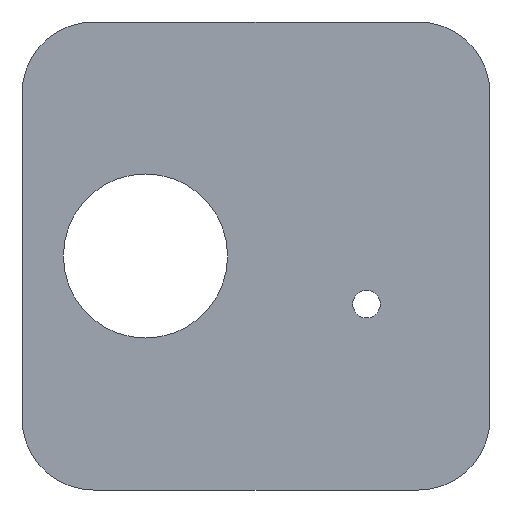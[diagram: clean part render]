
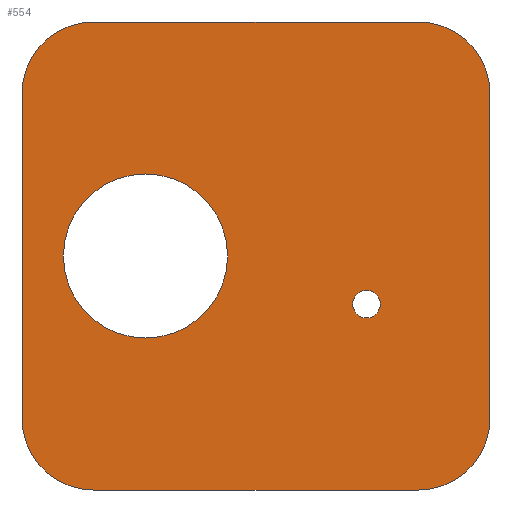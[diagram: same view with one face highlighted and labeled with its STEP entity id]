
A CAD part, left-side view. The second image highlights one B-rep face of the part: STEP entity #554.
In plain terms, the highlighted planar face has unit normal (-1, 0, 0).
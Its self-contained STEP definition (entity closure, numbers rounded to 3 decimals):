
#3 = DIRECTION ( 'NONE',  ( 1., 0., 0. ) ) ;
#9 = EDGE_CURVE ( 'NONE', #353, #177, #60, .T. ) ;
#13 = DIRECTION ( 'NONE',  ( 0., 0., -1. ) ) ;
#15 = EDGE_CURVE ( 'NONE', #754, #34, #176, .T. ) ;
#20 = DIRECTION ( 'NONE',  ( 0., 0., -1. ) ) ;
#22 = VERTEX_POINT ( 'NONE', #645 ) ;
#28 = AXIS2_PLACEMENT_3D ( 'NONE', #145, #96, #692 ) ;
#32 = FACE_BOUND ( 'NONE', #523, .T. ) ;
#34 = VERTEX_POINT ( 'NONE', #599 ) ;
#36 = CARTESIAN_POINT ( 'NONE',  ( 0., 72., -50. ) ) ;
#51 = CARTESIAN_POINT ( 'NONE',  ( 0., 34., 25.25 ) ) ;
#60 = LINE ( 'NONE', #288, #737 ) ;
#64 = AXIS2_PLACEMENT_3D ( 'NONE', #541, #3, #13 ) ;
#70 = CARTESIAN_POINT ( 'NONE',  ( 0., 72., 50. ) ) ;
#72 = VERTEX_POINT ( 'NONE', #525 ) ;
#73 = EDGE_CURVE ( 'NONE', #434, #694, #468, .T. ) ;
#75 = CARTESIAN_POINT ( 'NONE',  ( 0., -72., -50. ) ) ;
#76 = EDGE_CURVE ( 'NONE', #694, #434, #567, .T. ) ;
#82 = ORIENTED_EDGE ( 'NONE', *, *, #425, .F. ) ;
#83 = DIRECTION ( 'NONE',  ( 0., 0., 1. ) ) ;
#90 = ORIENTED_EDGE ( 'NONE', *, *, #9, .F. ) ;
#96 = DIRECTION ( 'NONE',  ( 1., 0., 0. ) ) ;
#100 = LINE ( 'NONE', #36, #611 ) ;
#106 = VECTOR ( 'NONE', #647, 1000. ) ;
#121 = CARTESIAN_POINT ( 'NONE',  ( 0., -34., -19.04 ) ) ;
#134 = AXIS2_PLACEMENT_3D ( 'NONE', #290, #357, #757 ) ;
#136 = FACE_BOUND ( 'NONE', #429, .T. ) ;
#145 = CARTESIAN_POINT ( 'NONE',  ( 0., 34., 0. ) ) ;
#164 = ORIENTED_EDGE ( 'NONE', *, *, #76, .T. ) ;
#165 = CARTESIAN_POINT ( 'NONE',  ( 0., 50., 50. ) ) ;
#171 = DIRECTION ( 'NONE',  ( 1., 0., 0. ) ) ;
#176 = CIRCLE ( 'NONE', #64, 22. ) ;
#177 = VERTEX_POINT ( 'NONE', #75 ) ;
#205 = DIRECTION ( 'NONE',  ( -1., 0., 0. ) ) ;
#227 = AXIS2_PLACEMENT_3D ( 'NONE', #271, #171, #404 ) ;
#229 = ORIENTED_EDGE ( 'NONE', *, *, #15, .F. ) ;
#233 = LINE ( 'NONE', #466, #632 ) ;
#236 = CIRCLE ( 'NONE', #411, 25.25 ) ;
#245 = CARTESIAN_POINT ( 'NONE',  ( 0., -50., 72. ) ) ;
#250 = DIRECTION ( 'NONE',  ( 0., 0., 1. ) ) ;
#251 = CARTESIAN_POINT ( 'NONE',  ( 0., -50., -72. ) ) ;
#261 = ORIENTED_EDGE ( 'NONE', *, *, #679, .T. ) ;
#268 = EDGE_LOOP ( 'NONE', ( #450, #379, #398, #324, #229, #82, #635, #90 ) ) ;
#271 = CARTESIAN_POINT ( 'NONE',  ( 0., -50., 50. ) ) ;
#272 = DIRECTION ( 'NONE',  ( 0., 0., 1. ) ) ;
#277 = VERTEX_POINT ( 'NONE', #251 ) ;
#282 = ORIENTED_EDGE ( 'NONE', *, *, #73, .T. ) ;
#288 = CARTESIAN_POINT ( 'NONE',  ( 0., -72., -50. ) ) ;
#290 = CARTESIAN_POINT ( 'NONE',  ( 0., -34., -14.79 ) ) ;
#294 = CIRCLE ( 'NONE', #227, 22. ) ;
#295 = CIRCLE ( 'NONE', #728, 22. ) ;
#297 = DIRECTION ( 'NONE',  ( 0., 0., -1. ) ) ;
#308 = DIRECTION ( 'NONE',  ( 1., 0., 0. ) ) ;
#319 = CIRCLE ( 'NONE', #28, 25.25 ) ;
#324 = ORIENTED_EDGE ( 'NONE', *, *, #370, .F. ) ;
#333 = VERTEX_POINT ( 'NONE', #51 ) ;
#334 = DIRECTION ( 'NONE',  ( 1., 0., 0. ) ) ;
#353 = VERTEX_POINT ( 'NONE', #741 ) ;
#357 = DIRECTION ( 'NONE',  ( 1., 0., 0. ) ) ;
#370 = EDGE_CURVE ( 'NONE', #34, #465, #100, .T. ) ;
#379 = ORIENTED_EDGE ( 'NONE', *, *, #509, .F. ) ;
#393 = VERTEX_POINT ( 'NONE', #245 ) ;
#398 = ORIENTED_EDGE ( 'NONE', *, *, #712, .F. ) ;
#404 = DIRECTION ( 'NONE',  ( 0., 0., 1. ) ) ;
#410 = LINE ( 'NONE', #538, #106 ) ;
#411 = AXIS2_PLACEMENT_3D ( 'NONE', #725, #308, #20 ) ;
#423 = PLANE ( 'NONE',  #681 ) ;
#425 = EDGE_CURVE ( 'NONE', #277, #754, #410, .T. ) ;
#429 = EDGE_LOOP ( 'NONE', ( #164, #282 ) ) ;
#434 = VERTEX_POINT ( 'NONE', #121 ) ;
#445 = AXIS2_PLACEMENT_3D ( 'NONE', #165, #334, #631 ) ;
#450 = ORIENTED_EDGE ( 'NONE', *, *, #718, .F. ) ;
#465 = VERTEX_POINT ( 'NONE', #70 ) ;
#466 = CARTESIAN_POINT ( 'NONE',  ( 0., -50., 72. ) ) ;
#468 = CIRCLE ( 'NONE', #134, 4.25 ) ;
#509 = EDGE_CURVE ( 'NONE', #22, #393, #233, .T. ) ;
#523 = EDGE_LOOP ( 'NONE', ( #261, #671 ) ) ;
#525 = CARTESIAN_POINT ( 'NONE',  ( 0., 34., -25.25 ) ) ;
#531 = CARTESIAN_POINT ( 'NONE',  ( 0., -34., -14.79 ) ) ;
#538 = CARTESIAN_POINT ( 'NONE',  ( 0., -50., -72. ) ) ;
#541 = CARTESIAN_POINT ( 'NONE',  ( 0., 50., -50. ) ) ;
#548 = FACE_OUTER_BOUND ( 'NONE', #268, .T. ) ;
#549 = EDGE_CURVE ( 'NONE', #177, #277, #295, .T. ) ;
#552 = CARTESIAN_POINT ( 'NONE',  ( 0., -50., -50. ) ) ;
#554 = ADVANCED_FACE ( 'NONE', ( #32, #548, #136 ), #423, .T. ) ;
#559 = CIRCLE ( 'NONE', #445, 22. ) ;
#567 = CIRCLE ( 'NONE', #660, 4.25 ) ;
#599 = CARTESIAN_POINT ( 'NONE',  ( 0., 72., -50. ) ) ;
#611 = VECTOR ( 'NONE', #272, 1000. ) ;
#613 = DIRECTION ( 'NONE',  ( 1., 0., 0. ) ) ;
#631 = DIRECTION ( 'NONE',  ( 0., 0., 1. ) ) ;
#632 = VECTOR ( 'NONE', #644, 1000. ) ;
#635 = ORIENTED_EDGE ( 'NONE', *, *, #549, .F. ) ;
#644 = DIRECTION ( 'NONE',  ( 0., -1., 0. ) ) ;
#645 = CARTESIAN_POINT ( 'NONE',  ( 0., 50., 72. ) ) ;
#647 = DIRECTION ( 'NONE',  ( 0., 1., 0. ) ) ;
#653 = EDGE_CURVE ( 'NONE', #72, #333, #236, .T. ) ;
#654 = DIRECTION ( 'NONE',  ( 1., 0., 0. ) ) ;
#660 = AXIS2_PLACEMENT_3D ( 'NONE', #531, #654, #706 ) ;
#671 = ORIENTED_EDGE ( 'NONE', *, *, #653, .T. ) ;
#679 = EDGE_CURVE ( 'NONE', #333, #72, #319, .T. ) ;
#681 = AXIS2_PLACEMENT_3D ( 'NONE', #730, #205, #250 ) ;
#692 = DIRECTION ( 'NONE',  ( 0., 0., -1. ) ) ;
#694 = VERTEX_POINT ( 'NONE', #740 ) ;
#706 = DIRECTION ( 'NONE',  ( 0., 0., -1. ) ) ;
#712 = EDGE_CURVE ( 'NONE', #465, #22, #559, .T. ) ;
#718 = EDGE_CURVE ( 'NONE', #393, #353, #294, .T. ) ;
#725 = CARTESIAN_POINT ( 'NONE',  ( 0., 34., 0. ) ) ;
#728 = AXIS2_PLACEMENT_3D ( 'NONE', #552, #613, #83 ) ;
#730 = CARTESIAN_POINT ( 'NONE',  ( 0., -50., 50. ) ) ;
#736 = CARTESIAN_POINT ( 'NONE',  ( 0., 50., -72. ) ) ;
#737 = VECTOR ( 'NONE', #297, 1000. ) ;
#740 = CARTESIAN_POINT ( 'NONE',  ( 0., -34., -10.54 ) ) ;
#741 = CARTESIAN_POINT ( 'NONE',  ( 0., -72., 50. ) ) ;
#754 = VERTEX_POINT ( 'NONE', #736 ) ;
#757 = DIRECTION ( 'NONE',  ( 0., 0., -1. ) ) ;
